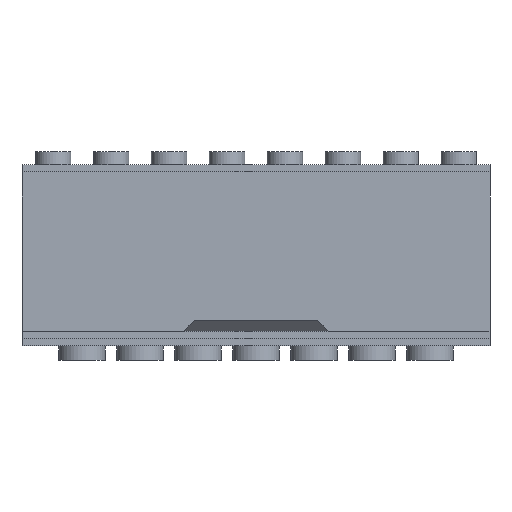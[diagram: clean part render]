
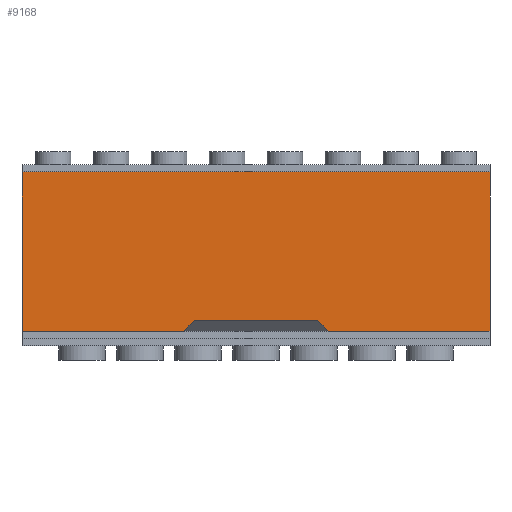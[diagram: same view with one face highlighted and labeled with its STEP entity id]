
A CAD part, front view. The second image highlights one B-rep face of the part: STEP entity #9168.
In plain terms, the highlighted planar face has unit normal (0, -1, 0).
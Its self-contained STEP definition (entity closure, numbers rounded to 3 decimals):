
#476=PLANE('',#10062);
#976=FACE_OUTER_BOUND('',#1688,.T.);
#1688=EDGE_LOOP('',(#7393,#7394,#7395,#7396,#7397,#7398,#7399,#7400));
#2384=LINE('',#14626,#3198);
#2387=LINE('',#14632,#3201);
#2390=LINE('',#14638,#3204);
#2392=LINE('',#14642,#3206);
#2398=LINE('',#14653,#3212);
#2448=LINE('',#14760,#3262);
#2451=LINE('',#14765,#3265);
#2452=LINE('',#14767,#3266);
#3198=VECTOR('',#11902,10.);
#3201=VECTOR('',#11907,10.);
#3204=VECTOR('',#11912,10.);
#3206=VECTOR('',#11916,10.);
#3212=VECTOR('',#11924,10.);
#3262=VECTOR('',#12026,10.);
#3265=VECTOR('',#12031,10.);
#3266=VECTOR('',#12034,10.);
#4470=VERTEX_POINT('',#14624);
#4471=VERTEX_POINT('',#14625);
#4473=VERTEX_POINT('',#14631);
#4475=VERTEX_POINT('',#14637);
#4476=VERTEX_POINT('',#14641);
#4480=VERTEX_POINT('',#14651);
#4511=VERTEX_POINT('',#14759);
#4512=VERTEX_POINT('',#14763);
#5476=EDGE_CURVE('',#4470,#4471,#2384,.T.);
#5479=EDGE_CURVE('',#4471,#4473,#2387,.T.);
#5482=EDGE_CURVE('',#4473,#4475,#2390,.T.);
#5484=EDGE_CURVE('',#4476,#4470,#2392,.T.);
#5490=EDGE_CURVE('',#4475,#4480,#2398,.T.);
#5544=EDGE_CURVE('',#4511,#4476,#2448,.T.);
#5547=EDGE_CURVE('',#4480,#4512,#2451,.T.);
#5548=EDGE_CURVE('',#4511,#4512,#2452,.T.);
#7393=ORIENTED_EDGE('',*,*,#5482,.T.);
#7394=ORIENTED_EDGE('',*,*,#5490,.T.);
#7395=ORIENTED_EDGE('',*,*,#5547,.T.);
#7396=ORIENTED_EDGE('',*,*,#5548,.F.);
#7397=ORIENTED_EDGE('',*,*,#5544,.T.);
#7398=ORIENTED_EDGE('',*,*,#5484,.T.);
#7399=ORIENTED_EDGE('',*,*,#5476,.T.);
#7400=ORIENTED_EDGE('',*,*,#5479,.T.);
#9168=ADVANCED_FACE('',(#976),#476,.T.);
#10062=AXIS2_PLACEMENT_3D('',#14766,#12032,#12033);
#11902=DIRECTION('',(0.707,0.,0.707));
#11907=DIRECTION('',(1.,0.,0.));
#11912=DIRECTION('',(0.707,0.,-0.707));
#11916=DIRECTION('',(1.,0.,0.));
#11924=DIRECTION('',(1.,0.,0.));
#12026=DIRECTION('',(0.,0.,-1.));
#12031=DIRECTION('',(0.,0.,1.));
#12032=DIRECTION('center_axis',(0.,-1.,0.));
#12033=DIRECTION('ref_axis',(1.,0.,0.));
#12034=DIRECTION('',(1.,0.,0.));
#14624=CARTESIAN_POINT('',(-10.,-32.302,-0.5));
#14625=CARTESIAN_POINT('',(-8.5,-32.302,1.));
#14626=CARTESIAN_POINT('',(-10.183,-32.302,-0.683));
#14631=CARTESIAN_POINT('',(8.5,-32.302,1.));
#14632=CARTESIAN_POINT('',(-16.151,-32.302,1.));
#14637=CARTESIAN_POINT('',(10.,-32.302,-0.5));
#14638=CARTESIAN_POINT('',(-5.968,-32.302,15.468));
#14641=CARTESIAN_POINT('',(-32.302,-32.302,-0.5));
#14642=CARTESIAN_POINT('',(16.151,-32.302,-0.5));
#14651=CARTESIAN_POINT('',(32.302,-32.302,-0.5));
#14653=CARTESIAN_POINT('',(16.151,-32.302,-0.5));
#14759=CARTESIAN_POINT('',(-32.302,-32.302,21.51));
#14760=CARTESIAN_POINT('',(-32.302,-32.302,20.01));
#14763=CARTESIAN_POINT('',(32.302,-32.302,21.51));
#14765=CARTESIAN_POINT('',(32.302,-32.302,20.01));
#14766=CARTESIAN_POINT('Origin',(-32.302,-32.302,20.01));
#14767=CARTESIAN_POINT('',(-32.302,-32.302,21.51));
